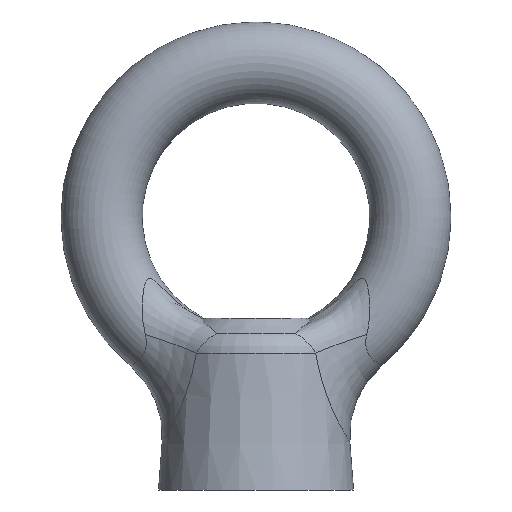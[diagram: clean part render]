
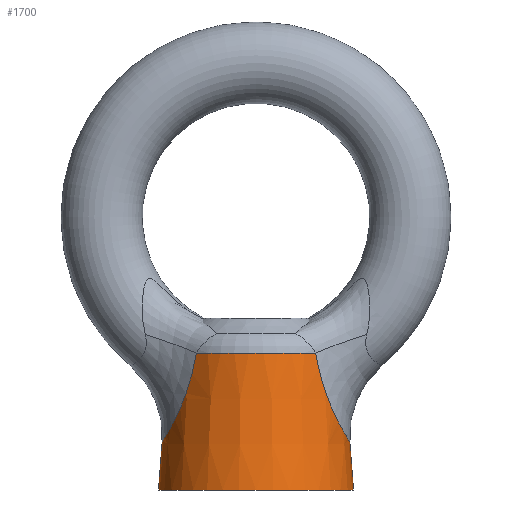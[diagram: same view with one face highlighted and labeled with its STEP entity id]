
A CAD part, front view. The second image highlights one B-rep face of the part: STEP entity #1700.
In plain terms, the highlighted conical face has half-angle 4.351 degrees and reference radius 15 mm.
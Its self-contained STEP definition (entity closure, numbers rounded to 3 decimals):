
#1 = VERTEX_POINT ( 'NONE', #1602 ) ;
#774 = EDGE_CURVE ( 'NONE', #1, #1635, #1571, .T. ) ;
#1570 = CARTESIAN_POINT ( 'NONE',  ( -15., 0., -42. ) ) ;
#1571 = LINE ( 'NONE', #1570, #1596 ) ;
#1595 = DIRECTION ( 'NONE',  ( -0.076, 0., -0.997 ) ) ;
#1596 = VECTOR ( 'NONE', #1595, 1000. ) ;
#1602 = CARTESIAN_POINT ( 'NONE',  ( -14.442, 0., -34.668 ) ) ;
#1629 = VERTEX_POINT ( 'NONE', #2242 ) ;
#1631 = EDGE_CURVE ( 'NONE', #1629, #1632, #2236, .T. ) ;
#1632 = VERTEX_POINT ( 'NONE', #2232 ) ;
#1635 = VERTEX_POINT ( 'NONE', #2271 ) ;
#1700 = ADVANCED_FACE ( 'NONE', ( #2746 ), #2748, .T. ) ;
#1701 = EDGE_LOOP ( 'NONE', ( #1702, #1703, #1706, #1709, #1711, #1712 ) ) ;
#1702 = ORIENTED_EDGE ( 'NONE', *, *, #1631, .F. ) ;
#1703 = ORIENTED_EDGE ( 'NONE', *, *, #1704, .T. ) ;
#1704 = EDGE_CURVE ( 'NONE', #1629, #1705, #2723, .T. ) ;
#1705 = VERTEX_POINT ( 'NONE', #2724 ) ;
#1706 = ORIENTED_EDGE ( 'NONE', *, *, #1707, .T. ) ;
#1707 = EDGE_CURVE ( 'NONE', #1705, #1708, #2697, .T. ) ;
#1708 = VERTEX_POINT ( 'NONE', #2718 ) ;
#1709 = ORIENTED_EDGE ( 'NONE', *, *, #1710, .T. ) ;
#1710 = EDGE_CURVE ( 'NONE', #1708, #1, #2717, .T. ) ;
#1711 = ORIENTED_EDGE ( 'NONE', *, *, #774, .T. ) ;
#1712 = ORIENTED_EDGE ( 'NONE', *, *, #1713, .F. ) ;
#1713 = EDGE_CURVE ( 'NONE', #1632, #1635, #2657, .T. ) ;
#2232 = CARTESIAN_POINT ( 'NONE',  ( 15., 0., -42. ) ) ;
#2233 = DIRECTION ( 'NONE',  ( 0.076, 0., -0.997 ) ) ;
#2234 = VECTOR ( 'NONE', #2233, 1000. ) ;
#2235 = CARTESIAN_POINT ( 'NONE',  ( 15., 0., -42. ) ) ;
#2236 = LINE ( 'NONE', #2235, #2234 ) ;
#2242 = CARTESIAN_POINT ( 'NONE',  ( 14.442, 0., -34.668 ) ) ;
#2271 = CARTESIAN_POINT ( 'NONE',  ( -15., 0., -42. ) ) ;
#2656 = CARTESIAN_POINT ( 'NONE',  ( 0., 0., -42. ) ) ;
#2657 = CIRCLE ( 'NONE', #2689, 15. ) ;
#2658 = CARTESIAN_POINT ( 'NONE',  ( -14.442, 0., -34.668 ) ) ;
#2659 = CARTESIAN_POINT ( 'NONE',  ( -14.442, -0.404, -34.668 ) ) ;
#2660 = CARTESIAN_POINT ( 'NONE',  ( -14.422, -0.814, -34.636 ) ) ;
#2661 = CARTESIAN_POINT ( 'NONE',  ( -14.345, -1.619, -34.511 ) ) ;
#2662 = CARTESIAN_POINT ( 'NONE',  ( -14.287, -2.016, -34.417 ) ) ;
#2663 = CARTESIAN_POINT ( 'NONE',  ( -14.139, -2.779, -34.175 ) ) ;
#2664 = CARTESIAN_POINT ( 'NONE',  ( -14.05, -3.145, -34.027 ) ) ;
#2665 = CARTESIAN_POINT ( 'NONE',  ( -13.846, -3.851, -33.683 ) ) ;
#2666 = CARTESIAN_POINT ( 'NONE',  ( -13.731, -4.192, -33.486 ) ) ;
#2667 = CARTESIAN_POINT ( 'NONE',  ( -13.481, -4.839, -33.05 ) ) ;
#2668 = CARTESIAN_POINT ( 'NONE',  ( -13.348, -5.144, -32.812 ) ) ;
#2669 = CARTESIAN_POINT ( 'NONE',  ( -13.072, -5.714, -32.308 ) ) ;
#2670 = CARTESIAN_POINT ( 'NONE',  ( -12.929, -5.981, -32.041 ) ) ;
#2671 = CARTESIAN_POINT ( 'NONE',  ( -12.49, -6.733, -31.196 ) ) ;
#2672 = CARTESIAN_POINT ( 'NONE',  ( -12.184, -7.173, -30.57 ) ) ;
#2673 = CARTESIAN_POINT ( 'NONE',  ( -11.593, -7.918, -29.266 ) ) ;
#2674 = CARTESIAN_POINT ( 'NONE',  ( -11.306, -8.23, -28.582 ) ) ;
#2675 = CARTESIAN_POINT ( 'NONE',  ( -10.764, -8.757, -27.157 ) ) ;
#2676 = CARTESIAN_POINT ( 'NONE',  ( -10.507, -8.973, -26.412 ) ) ;
#2677 = CARTESIAN_POINT ( 'NONE',  ( -10.044, -9.319, -24.897 ) ) ;
#2678 = CARTESIAN_POINT ( 'NONE',  ( -9.837, -9.451, -24.127 ) ) ;
#2679 = CARTESIAN_POINT ( 'NONE',  ( -9.473, -9.65, -22.561 ) ) ;
#2680 = CARTESIAN_POINT ( 'NONE',  ( -9.315, -9.718, -21.765 ) ) ;
#2681 = CARTESIAN_POINT ( 'NONE',  ( -9.18, -9.761, -20.965 ) ) ;
#2687 = DIRECTION ( 'NONE',  ( -1., 0., 0. ) ) ;
#2688 = DIRECTION ( 'NONE',  ( 0., 0., -1. ) ) ;
#2689 = AXIS2_PLACEMENT_3D ( 'NONE', #2656, #2688, #2687 ) ;
#2694 = DIRECTION ( 'NONE',  ( 0., 0., -1. ) ) ;
#2695 = CARTESIAN_POINT ( 'NONE',  ( 0., 0., -20.965 ) ) ;
#2696 = AXIS2_PLACEMENT_3D ( 'NONE', #2695, #2694, #2719 ) ;
#2697 = CIRCLE ( 'NONE', #2696, 13.4 ) ;
#2698 = CARTESIAN_POINT ( 'NONE',  ( 9.18, -9.761, -20.965 ) ) ;
#2699 = CARTESIAN_POINT ( 'NONE',  ( 9.449, -9.675, -22.567 ) ) ;
#2700 = CARTESIAN_POINT ( 'NONE',  ( 9.811, -9.494, -24.135 ) ) ;
#2701 = CARTESIAN_POINT ( 'NONE',  ( 10.509, -8.971, -26.418 ) ) ;
#2702 = CARTESIAN_POINT ( 'NONE',  ( 10.763, -8.757, -27.157 ) ) ;
#2703 = CARTESIAN_POINT ( 'NONE',  ( 11.171, -8.36, -28.229 ) ) ;
#2704 = CARTESIAN_POINT ( 'NONE',  ( 11.312, -8.216, -28.58 ) ) ;
#2705 = CARTESIAN_POINT ( 'NONE',  ( 11.6, -7.897, -29.269 ) ) ;
#2706 = CARTESIAN_POINT ( 'NONE',  ( 11.748, -7.723, -29.609 ) ) ;
#2707 = CARTESIAN_POINT ( 'NONE',  ( 12.193, -7.16, -30.591 ) ) ;
#2708 = CARTESIAN_POINT ( 'NONE',  ( 12.494, -6.728, -31.203 ) ) ;
#2709 = CARTESIAN_POINT ( 'NONE',  ( 13.079, -5.722, -32.33 ) ) ;
#2710 = CARTESIAN_POINT ( 'NONE',  ( 13.366, -5.14, -32.849 ) ) ;
#2711 = CARTESIAN_POINT ( 'NONE',  ( 13.734, -4.182, -33.492 ) ) ;
#2712 = CARTESIAN_POINT ( 'NONE',  ( 13.847, -3.848, -33.685 ) ) ;
#2713 = CARTESIAN_POINT ( 'NONE',  ( 14.05, -3.145, -34.027 ) ) ;
#2714 = CARTESIAN_POINT ( 'NONE',  ( 14.14, -2.774, -34.176 ) ) ;
#2715 = CARTESIAN_POINT ( 'NONE',  ( 14.288, -2.006, -34.419 ) ) ;
#2716 = CARTESIAN_POINT ( 'NONE',  ( 14.346, -1.608, -34.513 ) ) ;
#2717 = B_SPLINE_CURVE_WITH_KNOTS ( 'NONE', 3,
 ( #2681, #2680, #2679, #2678, #2677, #2676, #2675, #2674, #2673, #2672, #2671, #2670, #2669, #2668, #2667, #2666, #2665, #2664, #2663, #2662, #2661, #2660, #2659, #2658 ),
 .UNSPECIFIED., .F., .F.,
 ( 4, 2, 2, 2, 2, 2, 2, 2, 2, 2, 2, 4 ),
 ( 0., 0.002, 0.005, 0.007, 0.01, 0.012, 0.013, 0.015, 0.016, 0.017, 0.018, 0.02 ),
 .UNSPECIFIED. ) ;
#2718 = CARTESIAN_POINT ( 'NONE',  ( -9.18, -9.761, -20.965 ) ) ;
#2719 = DIRECTION ( 'NONE',  ( 1., 0., 0. ) ) ;
#2720 = CARTESIAN_POINT ( 'NONE',  ( 14.423, -0.807, -34.637 ) ) ;
#2721 = CARTESIAN_POINT ( 'NONE',  ( 14.442, -0.405, -34.668 ) ) ;
#2722 = CARTESIAN_POINT ( 'NONE',  ( 14.442, 0., -34.668 ) ) ;
#2723 = B_SPLINE_CURVE_WITH_KNOTS ( 'NONE', 3,
 ( #2722, #2721, #2720, #2716, #2715, #2714, #2713, #2712, #2711, #2710, #2709, #2708, #2707, #2706, #2705, #2704, #2703, #2702, #2701, #2700, #2699, #2698 ),
 .UNSPECIFIED., .F., .F.,
 ( 4, 2, 2, 2, 2, 2, 2, 2, 2, 2, 4 ),
 ( 0.02, 0.021, 0.022, 0.023, 0.024, 0.027, 0.029, 0.03, 0.032, 0.034, 0.039 ),
 .UNSPECIFIED. ) ;
#2724 = CARTESIAN_POINT ( 'NONE',  ( 9.18, -9.761, -20.965 ) ) ;
#2742 = DIRECTION ( 'NONE',  ( -1., 0., 0. ) ) ;
#2743 = DIRECTION ( 'NONE',  ( 0., 0., -1. ) ) ;
#2744 = CARTESIAN_POINT ( 'NONE',  ( 0., 0., -42. ) ) ;
#2745 = AXIS2_PLACEMENT_3D ( 'NONE', #2744, #2743, #2742 ) ;
#2746 = FACE_OUTER_BOUND ( 'NONE', #1701, .T. ) ;
#2748 = CONICAL_SURFACE ( 'NONE', #2745, 15., 0.076 ) ;
